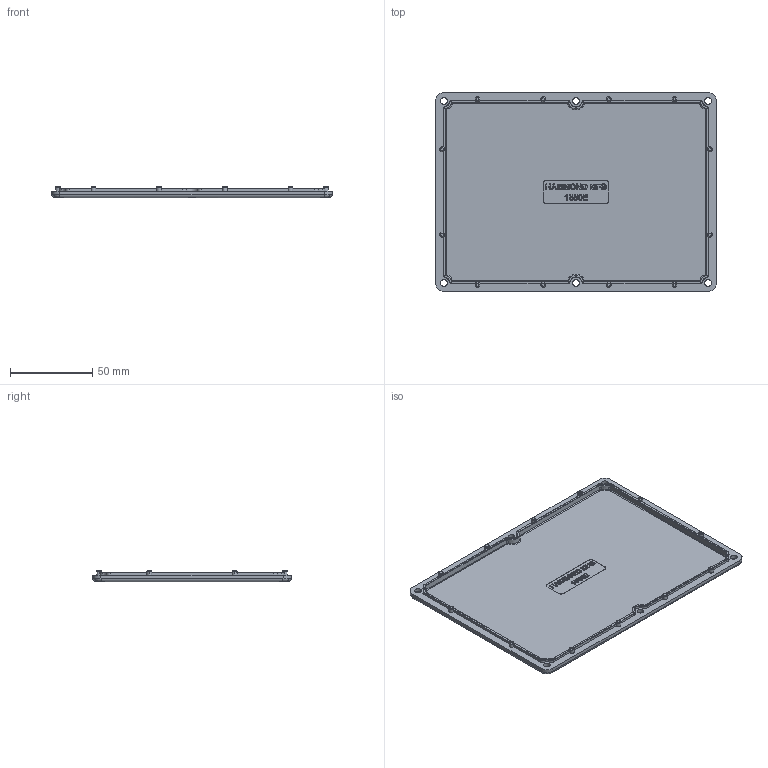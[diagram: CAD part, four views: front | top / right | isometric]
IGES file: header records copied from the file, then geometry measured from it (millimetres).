
Global section: file name: No Iges File Name specified; native system: Autodesk Inventor 2010; preprocessor: AutoDesk Inventor Iges Exporter R2010; author: tcook; date: 20090914.155548; units: millimetre
Bounding box: 171 x 121 x 7 mm (x, y, z)
Volume: 48801.6 mm3; surface area: 46006 mm2
Topology: 1 solids, 1 shells, 550 faces, 1472 edges, 940 vertices
Faces by surface type: bspline 196, plane 156, torus 66, revolution 58, cone 42, cylinder 32
